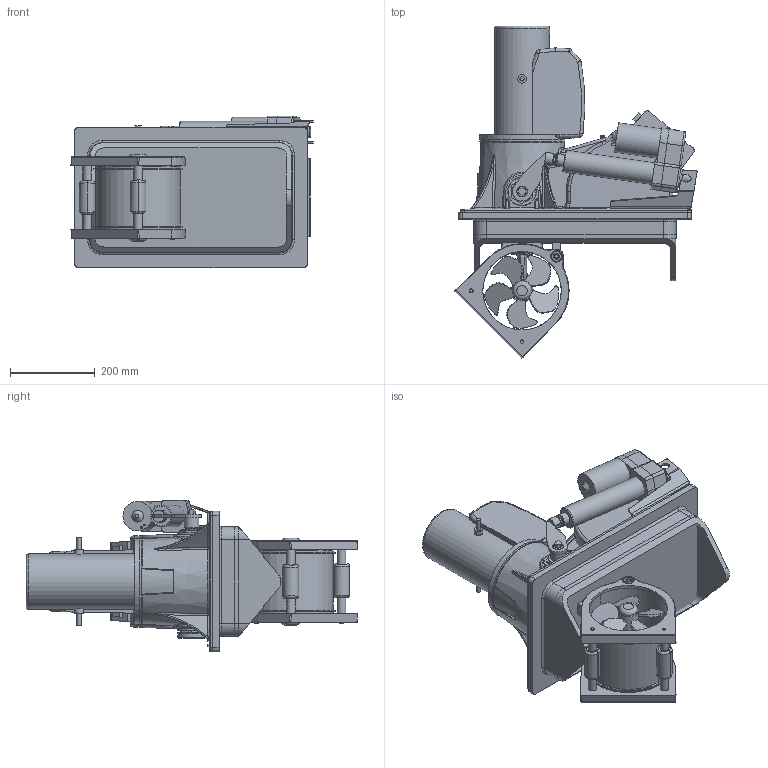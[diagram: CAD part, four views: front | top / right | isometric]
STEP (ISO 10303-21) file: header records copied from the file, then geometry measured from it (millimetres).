
FILE_DESCRIPTION(/* description */ (''),/* implementation_level */ '2;1');
FILE_NAME(/* name */ 'SRV80-185T (12V) OUT.stp',/* time_stamp */ '2016-01-22T09:02:12+01:00',/* author */ ('elvira'),/* organization */ (''),/* preprocessor_version */ 'ST-DEVELOPER v15.6',/* originating_system */ 'Autodesk Inventor 2015',/* authorisation */ '');
FILE_SCHEMA (('AUTOMOTIVE_DESIGN { 1 0 10303 214 3 1 1 }'));
Products named in the file (1): SM-119010
Bounding box: 572.18 x 784.02 x 359 mm (x, y, z)
Volume: 31742288.5 mm3; surface area: 2194189.3 mm2
Topology: 5 solids, 5 shells, 2664 faces, 6817 edges, 4169 vertices
Faces by surface type: plane 1048, bspline 820, cylinder 556, cone 99, torus 89, sphere 52
Full cylindrical faces by diameter (mm): 4 x2, 10 x4, 11.45 x2, 20 x5, 25.4 x1, 28 x1, 28.5 x2, 32 x1, 35 x1, 44.7 x2, 47 x2, 51 x1, 52 x2, 68 x2, 70 x1, 130 x1, 185.5 x2, 200 x2
Entity records: 119099 total; most frequent: CARTESIAN_POINT 56758, ORIENTED_EDGE 13236, DIRECTION 10879, EDGE_CURVE 6618, VERTEX_POINT 4126, AXIS2_PLACEMENT_3D 3871, LINE 3137, VECTOR 3137
